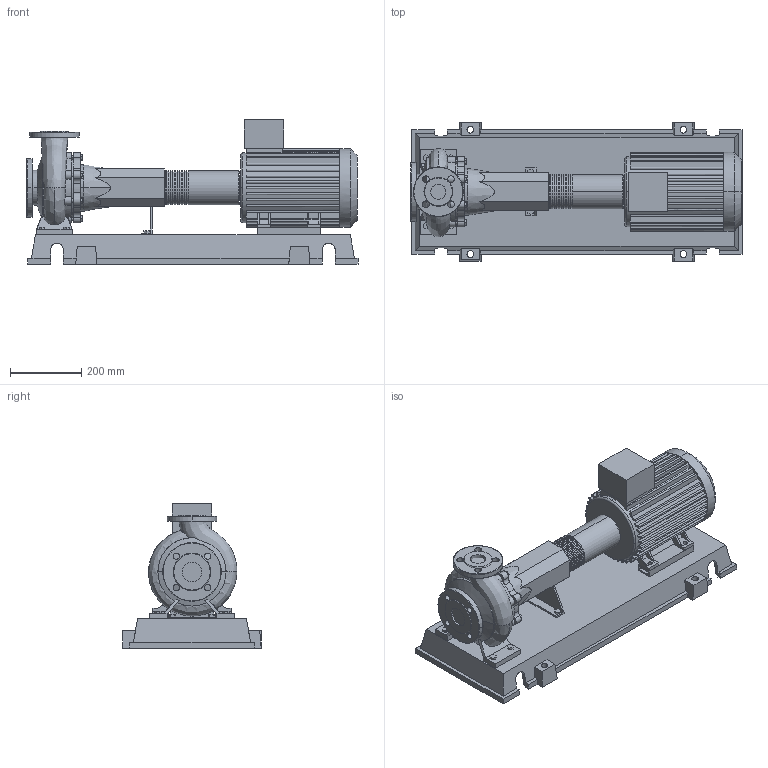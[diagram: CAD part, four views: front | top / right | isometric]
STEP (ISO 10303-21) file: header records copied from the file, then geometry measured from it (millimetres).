
FILE_DESCRIPTION((''),'2;1');
FILE_NAME('3d_NL32_160B-4-2-12-4110558.stp','2015-03-02T14:57:35',(''),(''),'Mechanical Desktop 2009','Mechanical Desktop 2009',', , ');
FILE_SCHEMA(('CONFIG_CONTROL_DESIGN'));
Length unit declared in the file: millimetre
Products named in the file (1): Product
Bounding box: 935 x 390 x 407 mm (x, y, z)
Volume: 26782232.3 mm3; surface area: 2224981.1 mm2
Topology: 13 solids, 13 shells, 823 faces, 2196 edges, 1447 vertices
Faces by surface type: plane 424, cylinder 197, bspline 182, cone 10, torus 10
Entity records: 29499 total; most frequent: CARTESIAN_POINT 9019, ORIENTED_EDGE 4394, DIRECTION 4003, EDGE_CURVE 2197, VERTEX_POINT 1446, VECTOR 1407, LINE 1407, AXIS2_PLACEMENT_3D 1298
